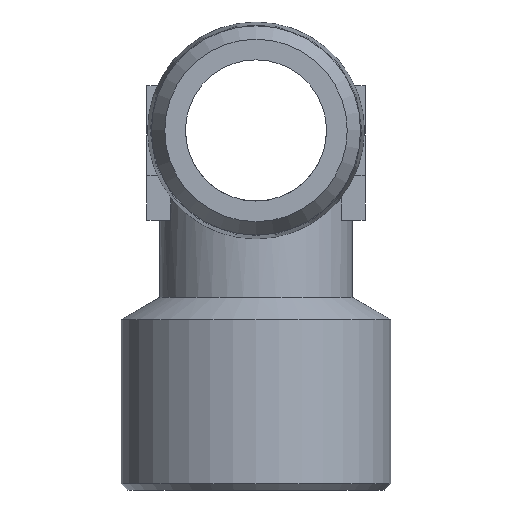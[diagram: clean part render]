
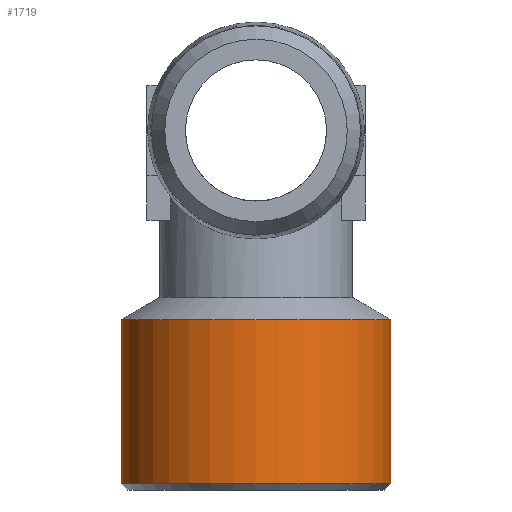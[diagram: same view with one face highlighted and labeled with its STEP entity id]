
A CAD part, left-side view. The second image highlights one B-rep face of the part: STEP entity #1719.
In plain terms, the highlighted cylindrical face has radius 10.5 mm (diameter 21 mm), a full revolution.
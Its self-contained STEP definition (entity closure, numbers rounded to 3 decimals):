
#874=ORIENTED_EDGE('',*,*,#1095,.F.);
#875=ORIENTED_EDGE('',*,*,#1096,.T.);
#1013=CIRCLE('',#1646,10.5);
#1014=CIRCLE('',#1648,10.5);
#1041=VERTEX_POINT('',#1485);
#1042=VERTEX_POINT('',#1488);
#1095=EDGE_CURVE('',#1041,#1041,#1013,.T.);
#1096=EDGE_CURVE('',#1042,#1042,#1014,.T.);
#1169=EDGE_LOOP('',(#874));
#1170=EDGE_LOOP('',(#875));
#1231=FACE_BOUND('',#1169,.T.);
#1232=FACE_BOUND('',#1170,.T.);
#1305=DIRECTION('',(0.,-1.,0.));
#1306=DIRECTION('',(0.,0.,10.5));
#1307=DIRECTION('',(0.,1.,0.));
#1308=DIRECTION('',(1.,0.,0.));
#1309=DIRECTION('',(0.,-1.,0.));
#1310=DIRECTION('',(0.,0.,10.5));
#1485=CARTESIAN_POINT('',(18.452,37.161,10.5));
#1486=CARTESIAN_POINT('',(18.452,37.161,0.));
#1487=CARTESIAN_POINT('',(18.452,37.161,0.));
#1488=CARTESIAN_POINT('',(18.452,49.928,10.5));
#1489=CARTESIAN_POINT('',(18.452,49.928,0.));
#1646=AXIS2_PLACEMENT_3D('',#1486,#1305,#1306);
#1647=AXIS2_PLACEMENT_3D('',#1487,#1307,#1308);
#1648=AXIS2_PLACEMENT_3D('',#1489,#1309,#1310);
#1708=CYLINDRICAL_SURFACE('',#1647,10.5);
#1719=ADVANCED_FACE('',(#1231,#1232),#1708,.T.);
